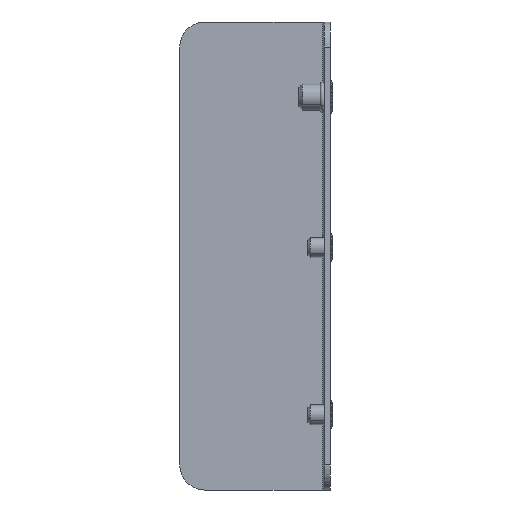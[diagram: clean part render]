
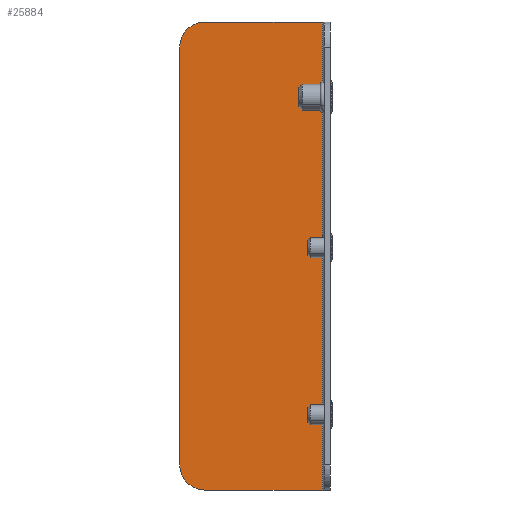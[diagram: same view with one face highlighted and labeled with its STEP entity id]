
A CAD part, left-side view. The second image highlights one B-rep face of the part: STEP entity #25884.
In plain terms, the highlighted planar face has unit normal (-1, 0, 0).
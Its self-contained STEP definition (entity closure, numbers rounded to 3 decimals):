
#124 = DIRECTION ( 'NONE',  ( 0., 1., 0. ) ) ;
#479 = DIRECTION ( 'NONE',  ( 0., 0., 1. ) ) ;
#613 = LINE ( 'NONE', #12319, #14313 ) ;
#1183 = ORIENTED_EDGE ( 'NONE', *, *, #20657, .F. ) ;
#1958 = CARTESIAN_POINT ( 'NONE',  ( -2.286, 2.286, -88.9 ) ) ;
#2307 = EDGE_CURVE ( 'NONE', #4099, #17988, #613, .T. ) ;
#2494 = CARTESIAN_POINT ( 'NONE',  ( -2.286, 57.15, 88.9 ) ) ;
#2909 = EDGE_CURVE ( 'NONE', #17178, #9294, #15543, .T. ) ;
#4099 = VERTEX_POINT ( 'NONE', #20919 ) ;
#4179 = AXIS2_PLACEMENT_3D ( 'NONE', #13679, #11698, #11450 ) ;
#5416 = FACE_OUTER_BOUND ( 'NONE', #19689, .T. ) ;
#5776 = DIRECTION ( 'NONE',  ( 0., 1., 0. ) ) ;
#6068 = VECTOR ( 'NONE', #124, 1000. ) ;
#7106 = DIRECTION ( 'NONE',  ( 0., 1., 0. ) ) ;
#8456 = ORIENTED_EDGE ( 'NONE', *, *, #11720, .T. ) ;
#8667 = AXIS2_PLACEMENT_3D ( 'NONE', #19494, #19234, #7106 ) ;
#9294 = VERTEX_POINT ( 'NONE', #23172 ) ;
#9621 = VERTEX_POINT ( 'NONE', #20242 ) ;
#11450 = DIRECTION ( 'NONE',  ( 0., 1., 0. ) ) ;
#11643 = ORIENTED_EDGE ( 'NONE', *, *, #2909, .F. ) ;
#11698 = DIRECTION ( 'NONE',  ( 1., 0., 0. ) ) ;
#11720 = EDGE_CURVE ( 'NONE', #9621, #4099, #21980, .T. ) ;
#12319 = CARTESIAN_POINT ( 'NONE',  ( -2.286, 3.08, -88.9 ) ) ;
#13434 = PLANE ( 'NONE',  #8667 ) ;
#13654 = VECTOR ( 'NONE', #21162, 1000. ) ;
#13679 = CARTESIAN_POINT ( 'NONE',  ( -2.286, 47.625, 79.375 ) ) ;
#14184 = DIRECTION ( 'NONE',  ( 1., 0., 0. ) ) ;
#14277 = ORIENTED_EDGE ( 'NONE', *, *, #22959, .T. ) ;
#14313 = VECTOR ( 'NONE', #479, 1000. ) ;
#14841 = CARTESIAN_POINT ( 'NONE',  ( -2.286, 57.15, -88.9 ) ) ;
#15543 = CIRCLE ( 'NONE', #4179, 9.525 ) ;
#15861 = CARTESIAN_POINT ( 'NONE',  ( -2.286, 57.15, -79.375 ) ) ;
#16091 = VECTOR ( 'NONE', #18000, 1000. ) ;
#16399 = AXIS2_PLACEMENT_3D ( 'NONE', #23814, #14184, #5776 ) ;
#17073 = CARTESIAN_POINT ( 'NONE',  ( -2.286, 57.15, 79.375 ) ) ;
#17178 = VERTEX_POINT ( 'NONE', #17073 ) ;
#17988 = VERTEX_POINT ( 'NONE', #19276 ) ;
#18000 = DIRECTION ( 'NONE',  ( 0., -1., 0. ) ) ;
#18329 = ORIENTED_EDGE ( 'NONE', *, *, #2307, .T. ) ;
#19041 = LINE ( 'NONE', #14841, #13654 ) ;
#19234 = DIRECTION ( 'NONE',  ( -1., 0., 0. ) ) ;
#19276 = CARTESIAN_POINT ( 'NONE',  ( -2.286, 3.08, 88.9 ) ) ;
#19494 = CARTESIAN_POINT ( 'NONE',  ( -2.286, 0., 0. ) ) ;
#19689 = EDGE_LOOP ( 'NONE', ( #8456, #18329, #14277, #11643, #19902, #1183 ) ) ;
#19902 = ORIENTED_EDGE ( 'NONE', *, *, #25111, .T. ) ;
#20242 = CARTESIAN_POINT ( 'NONE',  ( -2.286, 47.625, -88.9 ) ) ;
#20398 = LINE ( 'NONE', #2494, #6068 ) ;
#20657 = EDGE_CURVE ( 'NONE', #9621, #21835, #23980, .T. ) ;
#20919 = CARTESIAN_POINT ( 'NONE',  ( -2.286, 3.08, -88.9 ) ) ;
#21162 = DIRECTION ( 'NONE',  ( 0., 0., -1. ) ) ;
#21835 = VERTEX_POINT ( 'NONE', #15861 ) ;
#21980 = LINE ( 'NONE', #1958, #16091 ) ;
#22959 = EDGE_CURVE ( 'NONE', #17988, #9294, #20398, .T. ) ;
#23172 = CARTESIAN_POINT ( 'NONE',  ( -2.286, 47.625, 88.9 ) ) ;
#23814 = CARTESIAN_POINT ( 'NONE',  ( -2.286, 47.625, -79.375 ) ) ;
#23980 = CIRCLE ( 'NONE', #16399, 9.525 ) ;
#25111 = EDGE_CURVE ( 'NONE', #17178, #21835, #19041, .T. ) ;
#25884 = ADVANCED_FACE ( 'NONE', ( #5416 ), #13434, .T. ) ;
